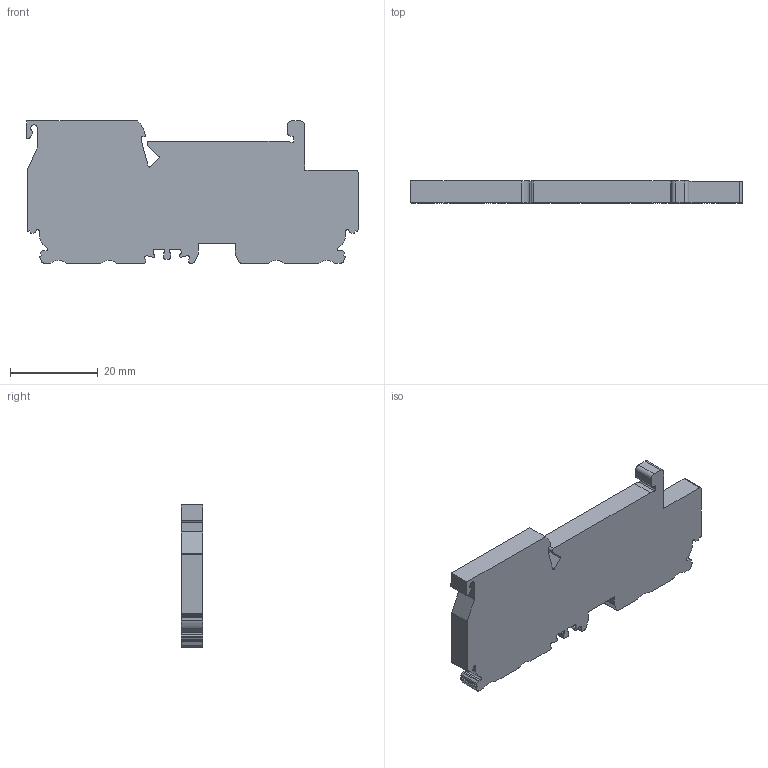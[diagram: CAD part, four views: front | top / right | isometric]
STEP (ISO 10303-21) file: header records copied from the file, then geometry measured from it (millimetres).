
FILE_DESCRIPTION( ( 'STEP AP214' ), '1' );
FILE_NAME( 'SDU2.5-4-20190815.stp', '2022-12-15T01:48:25', ( ' ' ), ( ' ' ), 'XStep 1.0', ' ', ' ' );
FILE_SCHEMA( ( 'CONFIG_CONTROL_DESIGN) ( )' ) );
Length unit declared in the file: metre
Products named in the file (1): SDU2.5-4
Bounding box: 75.73 x 5 x 32.4 mm (x, y, z)
Volume: 9615 mm3; surface area: 5846.6 mm2
Topology: 1 solids, 1 shells, 175 faces, 492 edges, 324 vertices
Faces by surface type: plane 118, cylinder 53, cone 4
Full cylindrical faces by diameter (mm): 4.2 x4
Entity records: 7224 total; most frequent: CARTESIAN_POINT 1292, ORIENTED_EDGE 952, DIRECTION 926, EDGE_CURVE 476, LINE 354, VECTOR 354, VERTEX_POINT 316, AXIS2_PLACEMENT_3D 286
